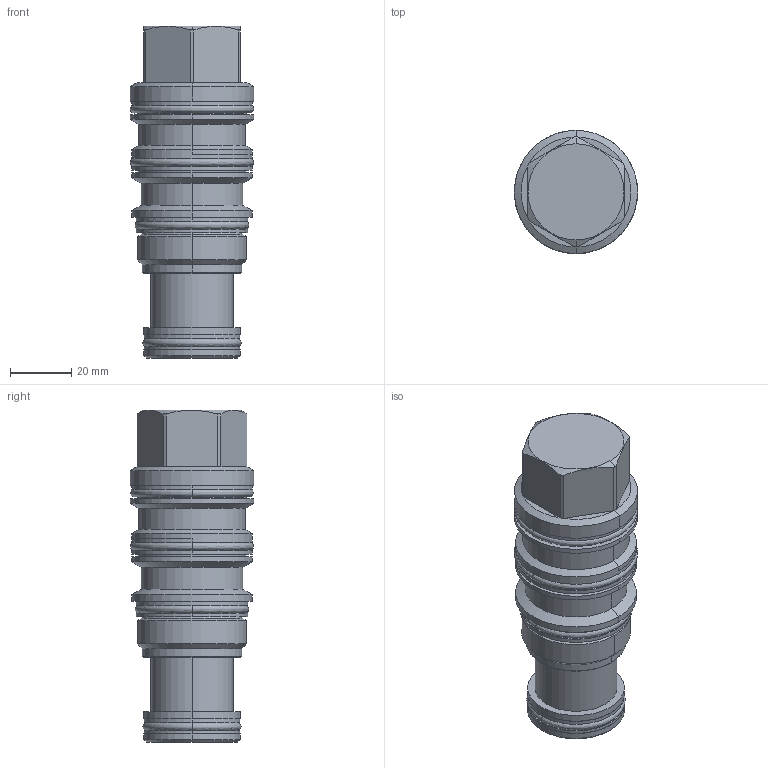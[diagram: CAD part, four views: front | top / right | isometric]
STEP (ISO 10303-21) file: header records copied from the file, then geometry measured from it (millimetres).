
FILE_DESCRIPTION((''),'2;1');
FILE_NAME('FKGB-XCN_PRT','2011-06-03T',('Administrator'),(''),'PRO/ENGINEER BY PARAMETRIC TECHNOLOGY CORPORATION, 2006240','PRO/ENGINEER BY PARAMETRIC TECHNOLOGY CORPORATION, 2006240','');
FILE_SCHEMA(('CONFIG_CONTROL_DESIGN'));
Length unit declared in the file: inch
Products named in the file (1): FKGB-XCN_PRT
Bounding box: 40.39 x 40.39 x 108.75 mm (x, y, z)
Volume: 100161.8 mm3; surface area: 21601.7 mm2
Topology: 4 solids, 4 shells, 158 faces, 340 edges, 202 vertices
Faces by surface type: cylinder 64, plane 32, torus 26, cone 22, revolution 14
Entity records: 5078 total; most frequent: CARTESIAN_POINT 1496, DIRECTION 818, ORIENTED_EDGE 680, AXIS2_PLACEMENT_3D 352, EDGE_CURVE 340, CIRCLE 208, VERTEX_POINT 202, EDGE_LOOP 176
